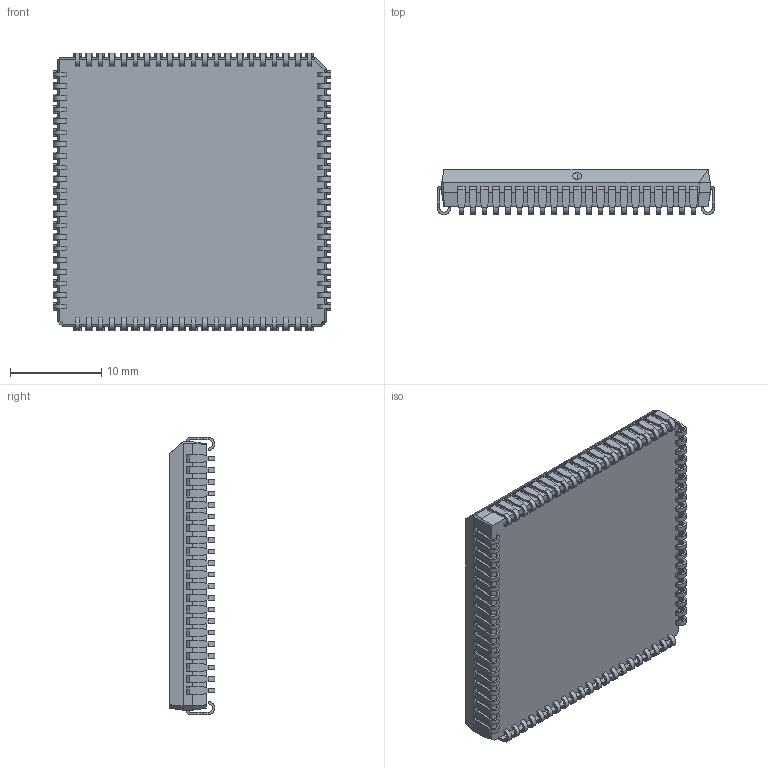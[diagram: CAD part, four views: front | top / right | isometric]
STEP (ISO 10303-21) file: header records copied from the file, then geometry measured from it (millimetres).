
FILE_DESCRIPTION((''),'2;1');
FILE_NAME('PLCC84_P1-27_L29-41_W29-41','2019-02-14T',('Dragos'),(''),'PRO/ENGINEER BY PARAMETRIC TECHNOLOGY CORPORATION, 2004440','PRO/ENGINEER BY PARAMETRIC TECHNOLOGY CORPORATION, 2004440','');
FILE_SCHEMA(('AUTOMOTIVE_DESIGN { 1 0 10303 214 1 1 1 1 }'));
Length unit declared in the file: millimetre
Products named in the file (1): PLCC84_P1-27_L29-41_W29-41
Bounding box: 30.35 x 4.96 x 30.35 mm (x, y, z)
Volume: 3500.1 mm3; surface area: 2784.3 mm2
Topology: 1 solids, 1 shells, 1493 faces, 3837 edges, 2442 vertices
Faces by surface type: plane 1155, cylinder 336, sphere 2
Entity records: 56492 total; most frequent: CARTESIAN_POINT 7768, ORIENTED_EDGE 7666, DIRECTION 7499, PRESENTATION_STYLE_ASSIGNMENT 3869, STYLED_ITEM 3837, CURVE_STYLE 3836, EDGE_CURVE 3833, VECTOR 3159
